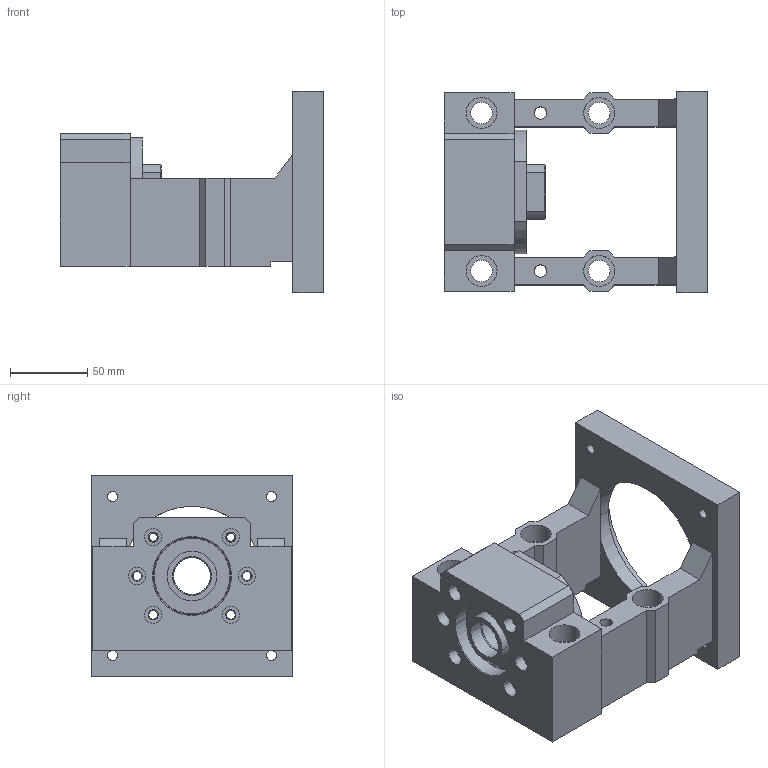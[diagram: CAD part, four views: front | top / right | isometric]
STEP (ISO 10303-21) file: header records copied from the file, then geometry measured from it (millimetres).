
FILE_DESCRIPTION(('CATIA V5 STEP Exchange'),'2;1');
FILE_NAME('TKZS25-130-XT01580060.stp','2019-10-24T16:19:31+00:00',('none'),('none'),'CATIA Version 5 Release 20 GA (IN-10)','CATIA V5 STEP AP203','none');
FILE_SCHEMA(('CONFIG_CONTROL_DESIGN'));
Length unit declared in the file: millimetre
Products named in the file (1): TKZS25-130-XT01580060_AllCATPart
Bounding box: 170 x 130 x 130 mm (x, y, z)
Volume: 787854.3 mm3; surface area: 143124.8 mm2
Topology: 1 solids, 4 shells, 222 faces, 536 edges, 346 vertices
Faces by surface type: cylinder 102, plane 94, cone 18, torus 8
Entity records: 6013 total; most frequent: ORIENTED_EDGE 1072, CARTESIAN_POINT 1054, DIRECTION 806, EDGE_CURVE 536, AXIS2_PLACEMENT_3D 390, VERTEX_POINT 346, EDGE_LOOP 290, VECTOR 274
